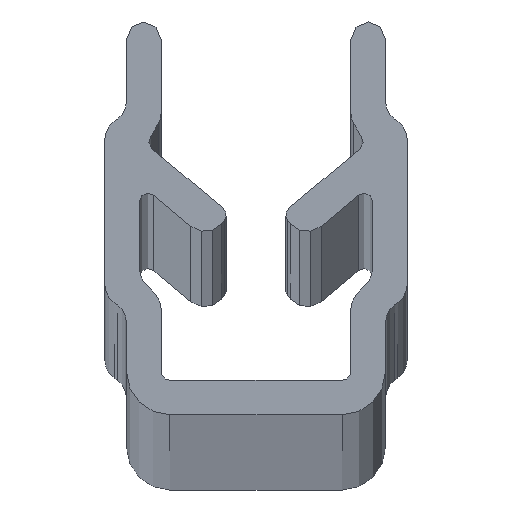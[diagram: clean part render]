
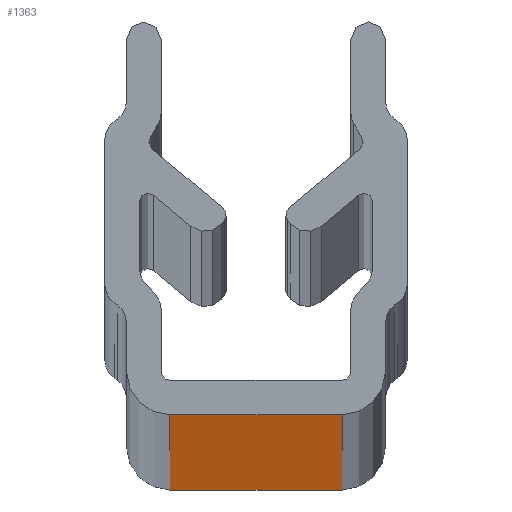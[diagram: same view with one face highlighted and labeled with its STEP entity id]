
A CAD part, top view. The second image highlights one B-rep face of the part: STEP entity #1363.
In plain terms, the highlighted planar face has unit normal (0, -1, 0).
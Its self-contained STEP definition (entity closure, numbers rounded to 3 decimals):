
#103=FACE_OUTER_BOUND('',#171,.T.);
#171=EDGE_LOOP('',(#1181,#1182,#1183,#1184));
#217=LINE('',#1881,#371);
#261=LINE('',#2013,#415);
#369=LINE('',#2272,#523);
#370=LINE('',#2274,#524);
#371=VECTOR('',#1501,10.);
#415=VECTOR('',#1591,10.);
#523=VECTOR('',#1871,10.);
#524=VECTOR('',#1874,10.);
#525=VERTEX_POINT('',#1879);
#526=VERTEX_POINT('',#1880);
#591=VERTEX_POINT('',#2012);
#656=VERTEX_POINT('',#2270);
#657=EDGE_CURVE('',#525,#526,#217,.T.);
#723=EDGE_CURVE('',#591,#526,#261,.T.);
#853=EDGE_CURVE('',#525,#656,#369,.T.);
#854=EDGE_CURVE('',#591,#656,#370,.T.);
#1181=ORIENTED_EDGE('',*,*,#853,.T.);
#1182=ORIENTED_EDGE('',*,*,#854,.F.);
#1183=ORIENTED_EDGE('',*,*,#723,.T.);
#1184=ORIENTED_EDGE('',*,*,#657,.F.);
#1295=PLANE('',#1495);
#1363=ADVANCED_FACE('',(#103),#1295,.T.);
#1495=AXIS2_PLACEMENT_3D('',#2273,#1872,#1873);
#1501=DIRECTION('',(-1.,0.,0.));
#1591=DIRECTION('',(0.,0.,-1.));
#1871=DIRECTION('',(0.,0.,1.));
#1872=DIRECTION('center_axis',(0.,-1.,0.));
#1873=DIRECTION('ref_axis',(1.,0.,0.));
#1874=DIRECTION('',(1.,0.,0.));
#1879=CARTESIAN_POINT('',(2.,0.,-500.));
#1880=CARTESIAN_POINT('',(-2.,0.,-500.));
#1881=CARTESIAN_POINT('',(-2.,0.,-500.));
#2012=CARTESIAN_POINT('',(-2.,0.,500.));
#2013=CARTESIAN_POINT('',(-2.,0.,0.));
#2270=CARTESIAN_POINT('',(2.,0.,500.));
#2272=CARTESIAN_POINT('',(2.,0.,0.));
#2273=CARTESIAN_POINT('Origin',(-2.,0.,0.));
#2274=CARTESIAN_POINT('',(-2.,0.,500.));
